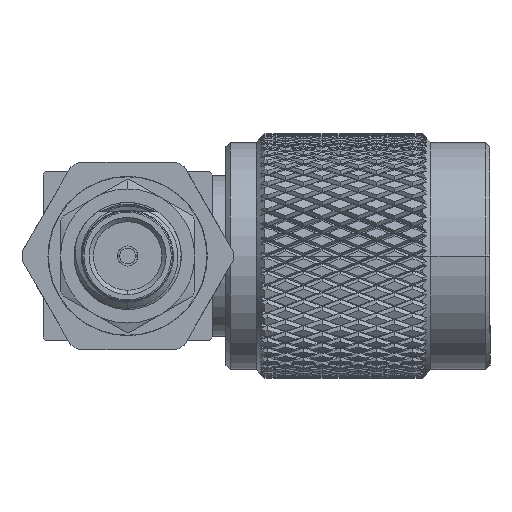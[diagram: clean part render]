
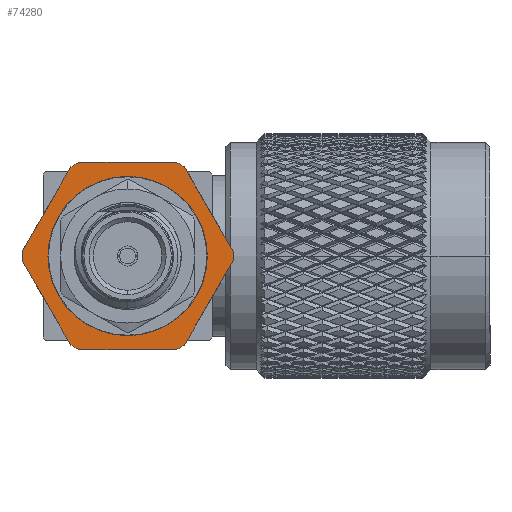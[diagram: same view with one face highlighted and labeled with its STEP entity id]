
A CAD part, left-side view. The second image highlights one B-rep face of the part: STEP entity #74280.
In plain terms, the highlighted face is planar.
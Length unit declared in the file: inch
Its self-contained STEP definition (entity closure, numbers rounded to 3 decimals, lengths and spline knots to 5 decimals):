
#94 = ORIENTED_EDGE ( 'NONE', *, *, #27979, .T. ) ;
#906 = CIRCLE ( 'NONE', #90758, 0.186 ) ;
#1289 = ORIENTED_EDGE ( 'NONE', *, *, #32535, .T. ) ;
#6790 = EDGE_CURVE ( 'NONE', #101356, #95175, #112815, .T. ) ;
#6959 = DIRECTION ( 'NONE',  ( -0.866, -0.5, 0. ) ) ;
#8649 = ORIENTED_EDGE ( 'NONE', *, *, #47389, .T. ) ;
#9691 = DIRECTION ( 'NONE',  ( 1., 0., 0. ) ) ;
#10089 = ORIENTED_EDGE ( 'NONE', *, *, #74805, .T. ) ;
#10736 = DIRECTION ( 'NONE',  ( 0., 0., 1. ) ) ;
#10866 = VECTOR ( 'NONE', #92299, 39.37008 ) ;
#12197 = CARTESIAN_POINT ( 'NONE',  ( 0.21875, 0.11394, 0. ) ) ;
#12959 = EDGE_LOOP ( 'NONE', ( #100786, #32337 ) ) ;
#14585 = ORIENTED_EDGE ( 'NONE', *, *, #71239, .T. ) ;
#14592 = CARTESIAN_POINT ( 'NONE',  ( 0.20805, 0.13247, 0. ) ) ;
#15307 = ORIENTED_EDGE ( 'NONE', *, *, #83361, .T. ) ;
#16230 = CARTESIAN_POINT ( 'NONE',  ( 0., 0., 0. ) ) ;
#16691 = AXIS2_PLACEMENT_3D ( 'NONE', #20649, #10736, #132943 ) ;
#17066 = DIRECTION ( 'NONE',  ( 0., 0., 1. ) ) ;
#18456 = ORIENTED_EDGE ( 'NONE', *, *, #107867, .T. ) ;
#20649 = CARTESIAN_POINT ( 'NONE',  ( 0., 0., 0. ) ) ;
#20722 = DIRECTION ( 'NONE',  ( 1., 0., 0. ) ) ;
#23929 = ORIENTED_EDGE ( 'NONE', *, *, #100680, .T. ) ;
#24472 = CARTESIAN_POINT ( 'NONE',  ( 0.21875, -0.11394, 0. ) ) ;
#26150 = DIRECTION ( 'NONE',  ( 1., 0., 0. ) ) ;
#26348 = DIRECTION ( 'NONE',  ( 0., 1., 0. ) ) ;
#27434 = ORIENTED_EDGE ( 'NONE', *, *, #118208, .T. ) ;
#27979 = EDGE_CURVE ( 'NONE', #127942, #74393, #46487, .T. ) ;
#29893 = DIRECTION ( 'NONE',  ( 0., 0., 1. ) ) ;
#30714 = DIRECTION ( 'NONE',  ( 0., 0., 1. ) ) ;
#32337 = ORIENTED_EDGE ( 'NONE', *, *, #6790, .F. ) ;
#32535 = EDGE_CURVE ( 'NONE', #131502, #46889, #41077, .T. ) ;
#32798 = CARTESIAN_POINT ( 'NONE',  ( 0., 0., 0. ) ) ;
#33431 = VERTEX_POINT ( 'NONE', #74143 ) ;
#34932 = CARTESIAN_POINT ( 'NONE',  ( -0.186, 0., 0. ) ) ;
#35290 = AXIS2_PLACEMENT_3D ( 'NONE', #32798, #73632, #104602 ) ;
#36832 = AXIS2_PLACEMENT_3D ( 'NONE', #72188, #50696, #9691 ) ;
#38697 = DIRECTION ( 'NONE',  ( 1., 0., 0. ) ) ;
#38850 = CIRCLE ( 'NONE', #45056, 0.24665 ) ;
#39885 = LINE ( 'NONE', #45728, #112102 ) ;
#40634 = FACE_OUTER_BOUND ( 'NONE', #48795, .T. ) ;
#41077 = CIRCLE ( 'NONE', #82894, 0.24665 ) ;
#42286 = CARTESIAN_POINT ( 'NONE',  ( 0., 0., 0. ) ) ;
#42615 = VERTEX_POINT ( 'NONE', #12197 ) ;
#43809 = CARTESIAN_POINT ( 'NONE',  ( -0.21875, 0.11394, 0. ) ) ;
#45056 = AXIS2_PLACEMENT_3D ( 'NONE', #122315, #30714, #102058 ) ;
#45728 = CARTESIAN_POINT ( 'NONE',  ( 0.21875, -0.1263, 0. ) ) ;
#45977 = DIRECTION ( 'NONE',  ( 0., 0., 1. ) ) ;
#46487 = LINE ( 'NONE', #52785, #92844 ) ;
#46889 = VERTEX_POINT ( 'NONE', #24472 ) ;
#47389 = EDGE_CURVE ( 'NONE', #74393, #48629, #54992, .T. ) ;
#48629 = VERTEX_POINT ( 'NONE', #96016 ) ;
#48795 = EDGE_LOOP ( 'NONE', ( #15307, #126311, #27434, #14585, #94, #8649, #10089, #90908, #23929, #1289, #48945, #18456 ) ) ;
#48945 = ORIENTED_EDGE ( 'NONE', *, *, #130885, .T. ) ;
#49748 = DIRECTION ( 'NONE',  ( 0.866, -0.5, 0. ) ) ;
#50696 = DIRECTION ( 'NONE',  ( 0., 0., 1. ) ) ;
#52277 = DIRECTION ( 'NONE',  ( 0., 0., 1. ) ) ;
#52785 = CARTESIAN_POINT ( 'NONE',  ( -0.21875, 0.1263, 0. ) ) ;
#53542 = VECTOR ( 'NONE', #49748, 39.37008 ) ;
#54880 = CARTESIAN_POINT ( 'NONE',  ( 0.20805, -0.13247, 0. ) ) ;
#54992 = CIRCLE ( 'NONE', #16691, 0.24665 ) ;
#60021 = CARTESIAN_POINT ( 'NONE',  ( -0.21875, -0.1263, 0. ) ) ;
#60917 = CARTESIAN_POINT ( 'NONE',  ( 0.0107, -0.24642, 0. ) ) ;
#61433 = AXIS2_PLACEMENT_3D ( 'NONE', #130264, #17066, #38697 ) ;
#61753 = DIRECTION ( 'NONE',  ( 1., 0., 0. ) ) ;
#63673 = CARTESIAN_POINT ( 'NONE',  ( 0.0107, 0.24642, 0. ) ) ;
#65457 = DIRECTION ( 'NONE',  ( 0.866, 0.5, 0. ) ) ;
#67253 = CIRCLE ( 'NONE', #89695, 0.24665 ) ;
#67625 = VERTEX_POINT ( 'NONE', #60917 ) ;
#69020 = CARTESIAN_POINT ( 'NONE',  ( 0., 0.25259, 0. ) ) ;
#69418 = FACE_BOUND ( 'NONE', #12959, .T. ) ;
#71239 = EDGE_CURVE ( 'NONE', #74357, #127942, #76404, .T. ) ;
#71307 = VECTOR ( 'NONE', #6959, 39.37008 ) ;
#72188 = CARTESIAN_POINT ( 'NONE',  ( 0., 0., 0. ) ) ;
#73189 = VERTEX_POINT ( 'NONE', #14592 ) ;
#73632 = DIRECTION ( 'NONE',  ( 0., 0., 1. ) ) ;
#73906 = CARTESIAN_POINT ( 'NONE',  ( 0., 0., 0. ) ) ;
#74143 = CARTESIAN_POINT ( 'NONE',  ( -0.0107, -0.24642, 0. ) ) ;
#74280 = ADVANCED_FACE ( 'NONE', ( #69418, #40634 ), #120349, .T. ) ;
#74357 = VERTEX_POINT ( 'NONE', #79941 ) ;
#74393 = VERTEX_POINT ( 'NONE', #79487 ) ;
#74805 = EDGE_CURVE ( 'NONE', #48629, #33431, #77556, .T. ) ;
#74916 = CARTESIAN_POINT ( 'NONE',  ( 0., -0.25259, 0. ) ) ;
#75248 = VECTOR ( 'NONE', #65457, 39.37008 ) ;
#76404 = CIRCLE ( 'NONE', #127385, 0.24665 ) ;
#77556 = LINE ( 'NONE', #60021, #53542 ) ;
#79487 = CARTESIAN_POINT ( 'NONE',  ( -0.21875, -0.11394, 0. ) ) ;
#79941 = CARTESIAN_POINT ( 'NONE',  ( -0.20805, 0.13247, 0. ) ) ;
#80079 = EDGE_CURVE ( 'NONE', #114916, #105362, #67253, .T. ) ;
#81011 = CIRCLE ( 'NONE', #36832, 0.24665 ) ;
#82894 = AXIS2_PLACEMENT_3D ( 'NONE', #124061, #52277, #20722 ) ;
#83361 = EDGE_CURVE ( 'NONE', #73189, #114916, #84733, .T. ) ;
#83383 = CARTESIAN_POINT ( 'NONE',  ( 0.21875, 0.1263, 0. ) ) ;
#84733 = LINE ( 'NONE', #83383, #10866 ) ;
#89695 = AXIS2_PLACEMENT_3D ( 'NONE', #73906, #29893, #61753 ) ;
#90758 = AXIS2_PLACEMENT_3D ( 'NONE', #42286, #104630, #115420 ) ;
#90908 = ORIENTED_EDGE ( 'NONE', *, *, #104505, .T. ) ;
#92299 = DIRECTION ( 'NONE',  ( -0.866, 0.5, 0. ) ) ;
#92844 = VECTOR ( 'NONE', #94339, 39.37008 ) ;
#94339 = DIRECTION ( 'NONE',  ( 0., -1., 0. ) ) ;
#95175 = VERTEX_POINT ( 'NONE', #124341 ) ;
#96016 = CARTESIAN_POINT ( 'NONE',  ( -0.20805, -0.13247, 0. ) ) ;
#100680 = EDGE_CURVE ( 'NONE', #67625, #131502, #129881, .T. ) ;
#100786 = ORIENTED_EDGE ( 'NONE', *, *, #115539, .F. ) ;
#101356 = VERTEX_POINT ( 'NONE', #34932 ) ;
#102058 = DIRECTION ( 'NONE',  ( 1., 0., 0. ) ) ;
#104505 = EDGE_CURVE ( 'NONE', #33431, #67625, #81011, .T. ) ;
#104602 = DIRECTION ( 'NONE',  ( 1., 0., 0. ) ) ;
#104630 = DIRECTION ( 'NONE',  ( 0., 0., 1. ) ) ;
#105362 = VERTEX_POINT ( 'NONE', #116336 ) ;
#107867 = EDGE_CURVE ( 'NONE', #42615, #73189, #38850, .T. ) ;
#112102 = VECTOR ( 'NONE', #26348, 39.37008 ) ;
#112815 = CIRCLE ( 'NONE', #35290, 0.186 ) ;
#114916 = VERTEX_POINT ( 'NONE', #63673 ) ;
#115420 = DIRECTION ( 'NONE',  ( 1., 0., 0. ) ) ;
#115539 = EDGE_CURVE ( 'NONE', #95175, #101356, #906, .T. ) ;
#116336 = CARTESIAN_POINT ( 'NONE',  ( -0.0107, 0.24642, 0. ) ) ;
#118208 = EDGE_CURVE ( 'NONE', #105362, #74357, #127644, .T. ) ;
#120349 = PLANE ( 'NONE',  #61433 ) ;
#122315 = CARTESIAN_POINT ( 'NONE',  ( 0., 0., 0. ) ) ;
#124061 = CARTESIAN_POINT ( 'NONE',  ( 0., 0., 0. ) ) ;
#124341 = CARTESIAN_POINT ( 'NONE',  ( 0.186, 0., 0. ) ) ;
#126311 = ORIENTED_EDGE ( 'NONE', *, *, #80079, .T. ) ;
#127385 = AXIS2_PLACEMENT_3D ( 'NONE', #16230, #45977, #26150 ) ;
#127644 = LINE ( 'NONE', #69020, #71307 ) ;
#127942 = VERTEX_POINT ( 'NONE', #43809 ) ;
#129881 = LINE ( 'NONE', #74916, #75248 ) ;
#130264 = CARTESIAN_POINT ( 'NONE',  ( 0., 0., 0. ) ) ;
#130885 = EDGE_CURVE ( 'NONE', #46889, #42615, #39885, .T. ) ;
#131502 = VERTEX_POINT ( 'NONE', #54880 ) ;
#132943 = DIRECTION ( 'NONE',  ( 1., 0., 0. ) ) ;
